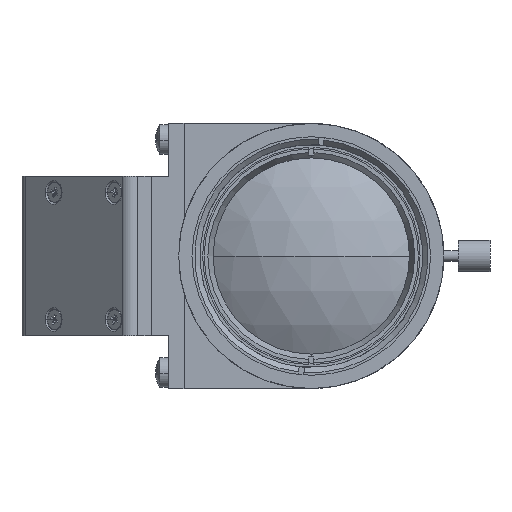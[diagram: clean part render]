
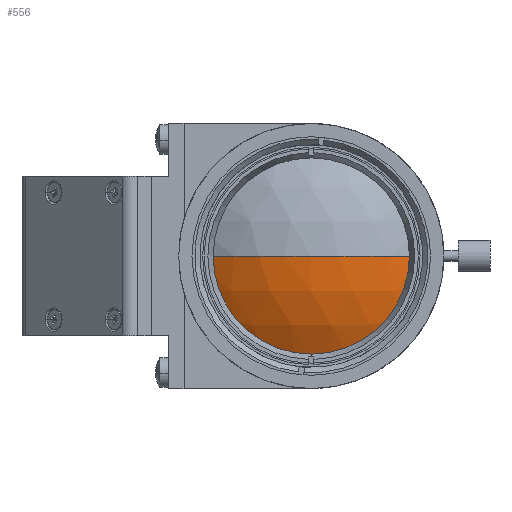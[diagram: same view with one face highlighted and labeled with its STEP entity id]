
A CAD part, left-side view. The second image highlights one B-rep face of the part: STEP entity #556.
In plain terms, the highlighted spherical face has radius 35.724 mm.
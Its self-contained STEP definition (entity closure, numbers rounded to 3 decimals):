
#556 = ADVANCED_FACE ( 'NONE', ( #14827 ), #8143, .T. ) ;
#608 = EDGE_LOOP ( 'NONE', ( #3320, #657, #14437 ) ) ;
#657 = ORIENTED_EDGE ( 'NONE', *, *, #2155, .T. ) ;
#696 = VERTEX_POINT ( 'NONE', #8560 ) ;
#1327 = DIRECTION ( 'NONE',  ( 0., 0., -1. ) ) ;
#1450 = DIRECTION ( 'NONE',  ( 0., 1., 0. ) ) ;
#2155 = EDGE_CURVE ( 'NONE', #3814, #11709, #5215, .T. ) ;
#3320 = ORIENTED_EDGE ( 'NONE', *, *, #14862, .T. ) ;
#3814 = VERTEX_POINT ( 'NONE', #12768 ) ;
#5215 = CIRCLE ( 'NONE', #9989, 35.724 ) ;
#6377 = DIRECTION ( 'NONE',  ( -1., 0., 0. ) ) ;
#7198 = CARTESIAN_POINT ( 'NONE',  ( 33.767, 0., 0. ) ) ;
#7639 = CARTESIAN_POINT ( 'NONE',  ( 3.515, 0., 0. ) ) ;
#7709 = AXIS2_PLACEMENT_3D ( 'NONE', #7639, #6377, #11167 ) ;
#7977 = AXIS2_PLACEMENT_3D ( 'NONE', #10305, #14600, #8412 ) ;
#8143 = SPHERICAL_SURFACE ( 'NONE', #10641, 35.724 ) ;
#8412 = DIRECTION ( 'NONE',  ( 1., 0., 0. ) ) ;
#8516 = CARTESIAN_POINT ( 'NONE',  ( 33.767, 0., 0. ) ) ;
#8560 = CARTESIAN_POINT ( 'NONE',  ( 3.515, 19., 0. ) ) ;
#9989 = AXIS2_PLACEMENT_3D ( 'NONE', #8516, #13340, #1450 ) ;
#10305 = CARTESIAN_POINT ( 'NONE',  ( 33.767, 0., 0. ) ) ;
#10641 = AXIS2_PLACEMENT_3D ( 'NONE', #7198, #1327, #10777 ) ;
#10777 = DIRECTION ( 'NONE',  ( 0., 1., 0. ) ) ;
#11167 = DIRECTION ( 'NONE',  ( 0., 0., 1. ) ) ;
#11709 = VERTEX_POINT ( 'NONE', #14385 ) ;
#12270 = CIRCLE ( 'NONE', #7977, 35.724 ) ;
#12411 = CIRCLE ( 'NONE', #7709, 19. ) ;
#12768 = CARTESIAN_POINT ( 'NONE',  ( 3.515, -19., 0. ) ) ;
#13340 = DIRECTION ( 'NONE',  ( 0., 0., -1. ) ) ;
#13362 = EDGE_CURVE ( 'NONE', #696, #11709, #12270, .T. ) ;
#14385 = CARTESIAN_POINT ( 'NONE',  ( -1.957, 0., 0. ) ) ;
#14437 = ORIENTED_EDGE ( 'NONE', *, *, #13362, .F. ) ;
#14600 = DIRECTION ( 'NONE',  ( 0., 0., 1. ) ) ;
#14827 = FACE_OUTER_BOUND ( 'NONE', #608, .T. ) ;
#14862 = EDGE_CURVE ( 'NONE', #696, #3814, #12411, .T. ) ;
